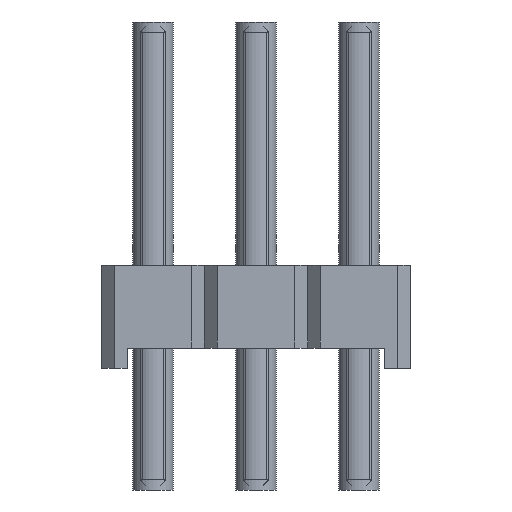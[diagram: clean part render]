
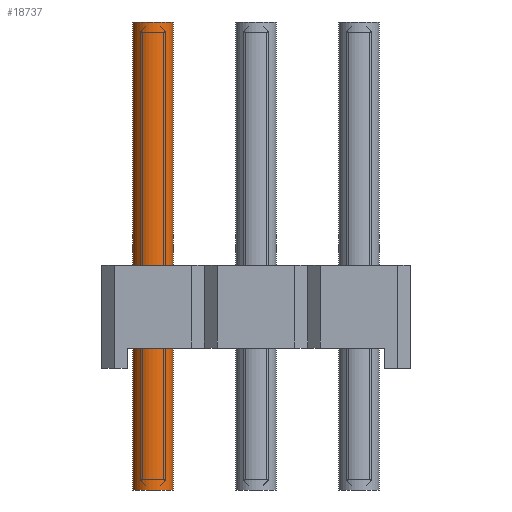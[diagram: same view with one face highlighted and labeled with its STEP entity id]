
A CAD part, left-side view. The second image highlights one B-rep face of the part: STEP entity #18737.
In plain terms, the highlighted cylindrical face has radius 0.5 mm (diameter 1 mm), a full revolution.
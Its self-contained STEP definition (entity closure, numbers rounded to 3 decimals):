
#383=CIRCLE('',#19728,0.5);
#384=CIRCLE('',#19729,0.5);
#1116=CYLINDRICAL_SURFACE('',#19727,0.5);
#1589=ORIENTED_EDGE('',*,*,#7147,.F.);
#1590=ORIENTED_EDGE('',*,*,#7148,.T.);
#7147=EDGE_CURVE('',#9935,#9935,#383,.T.);
#7148=EDGE_CURVE('',#9936,#9936,#384,.T.);
#9935=VERTEX_POINT('',#27166);
#9936=VERTEX_POINT('',#27168);
#15923=EDGE_LOOP('',(#1589));
#15924=EDGE_LOOP('',(#1590));
#17043=FACE_BOUND('',#15923,.T.);
#17044=FACE_BOUND('',#15924,.T.);
#18737=ADVANCED_FACE('',(#17043,#17044),#1116,.F.);
#19727=AXIS2_PLACEMENT_3D('',#27164,#21563,#21564);
#19728=AXIS2_PLACEMENT_3D('',#27165,#21565,#21566);
#19729=AXIS2_PLACEMENT_3D('',#27167,#21567,#21568);
#21563=DIRECTION('',(0.,0.,1.));
#21564=DIRECTION('',(1.,0.,0.));
#21565=DIRECTION('',(0.,0.,-1.));
#21566=DIRECTION('',(1.,0.,0.));
#21567=DIRECTION('',(0.,0.,-1.));
#21568=DIRECTION('',(1.,0.,0.));
#27164=CARTESIAN_POINT('',(0.,0.,0.));
#27165=CARTESIAN_POINT('',(0.,0.,11.54));
#27166=CARTESIAN_POINT('',(0.5,0.,11.54));
#27167=CARTESIAN_POINT('',(0.,0.,0.));
#27168=CARTESIAN_POINT('',(0.5,0.,0.));
